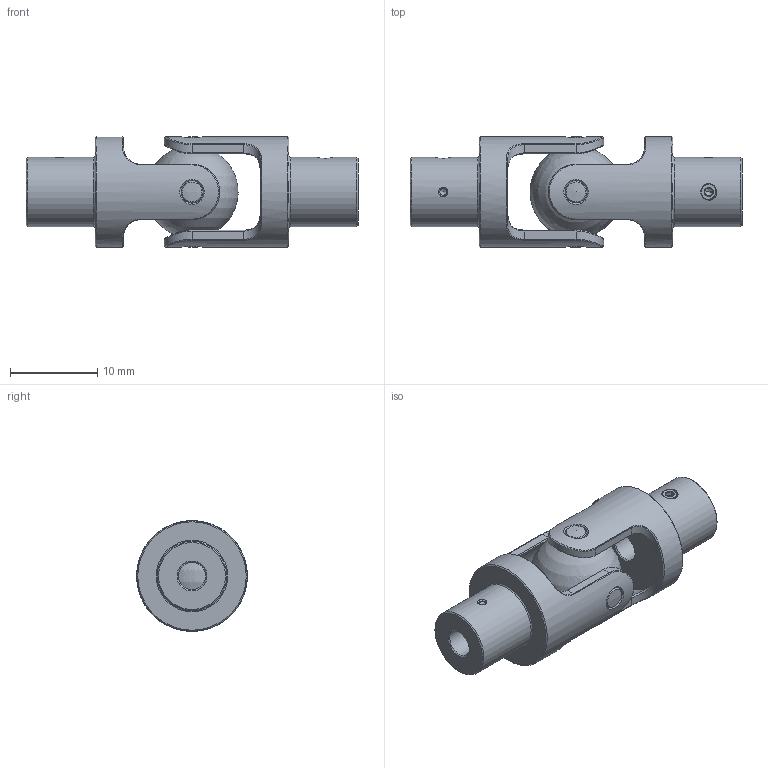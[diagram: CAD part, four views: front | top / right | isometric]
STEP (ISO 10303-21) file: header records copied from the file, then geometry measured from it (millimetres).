
FILE_DESCRIPTION(/* description */ ('Alibre Inc.'),/* implementation_level */ '2;1');
FILE_NAME(/* name */ 'export0',/* time_stamp */ '2014-08-06T15:17:09-07:00',/* author */ (''),/* organization */ (''),/* preprocessor_version */ 'ST-DEVELOPER v14',/* originating_system */ 'Alibre',/* authorisation */ '');
FILE_SCHEMA (('CONFIG_CONTROL_DESIGN'));
Length unit declared in the file: inch
Products named in the file (1): ID_1
Bounding box: 38.1 x 12.7 x 12.7 mm (x, y, z)
Volume: 1484.7 mm3; surface area: 3006.3 mm2
Topology: 1 solids, 2 shells, 207 faces, 478 edges, 271 vertices
Faces by surface type: plane 56, cylinder 52, cone 50, bspline 40, sphere 7, torus 2
Full cylindrical faces by diameter (mm): 0.794 x2, 1.575 x2, 2.54 x4, 3.17 x2, 7.938 x2, 12.7 x2
Entity records: 11847 total; most frequent: CARTESIAN_POINT 7938, ORIENTED_EDGE 840, DIRECTION 598, EDGE_CURVE 412, FACE_BOUND 270, EDGE_LOOP 262, VERTEX_POINT 258, AXIS2_PLACEMENT_3D 248
